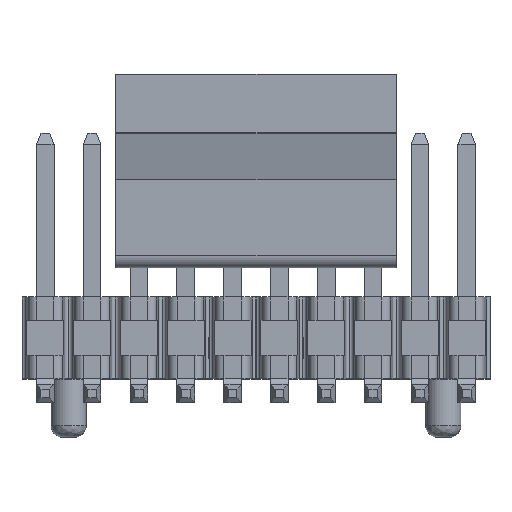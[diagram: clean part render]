
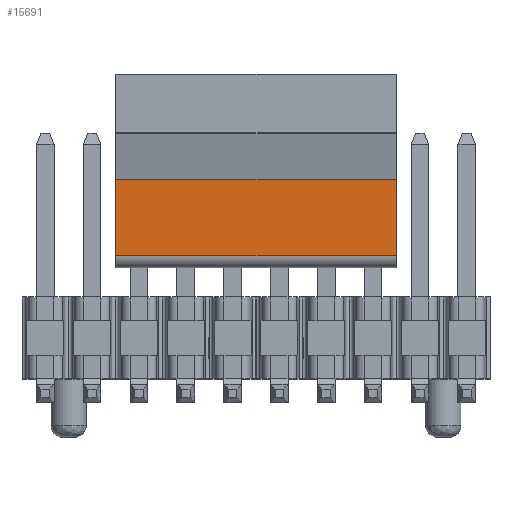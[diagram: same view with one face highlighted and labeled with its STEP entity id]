
A CAD part, top view. The second image highlights one B-rep face of the part: STEP entity #15691.
In plain terms, the highlighted planar face has unit normal (0, 0, 1).
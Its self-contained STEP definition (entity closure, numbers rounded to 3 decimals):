
#14819=CARTESIAN_POINT('',(1.2,1.4,1.485));
#14820=VERTEX_POINT('',#14819);
#14828=CARTESIAN_POINT('',(1.2,2.7,1.485));
#14829=VERTEX_POINT('',#14828);
#14830=CARTESIAN_POINT('',(1.2,1.4,1.485));
#14831=DIRECTION('',(0.,1.,0.));
#14832=VECTOR('',#14831,1.3);
#14833=LINE('',#14830,#14832);
#14834=EDGE_CURVE('',#14820,#14829,#14833,.T.);
#15223=CARTESIAN_POINT('',(6.,2.7,1.485));
#15224=VERTEX_POINT('',#15223);
#15231=CARTESIAN_POINT('',(6.,1.4,1.485));
#15232=VERTEX_POINT('',#15231);
#15233=CARTESIAN_POINT('',(6.,2.7,1.485));
#15234=DIRECTION('',(0.,-1.,0.));
#15235=VECTOR('',#15234,1.3);
#15236=LINE('',#15233,#15235);
#15237=EDGE_CURVE('',#15224,#15232,#15236,.T.);
#15665=CARTESIAN_POINT('',(6.,1.4,1.485));
#15666=DIRECTION('',(-1.,0.,0.));
#15667=VECTOR('',#15666,4.8);
#15668=LINE('',#15665,#15667);
#15669=EDGE_CURVE('',#15232,#14820,#15668,.T.);
#15675=CARTESIAN_POINT('',(1.2,2.7,1.485));
#15676=DIRECTION('',(0.,-1.,0.));
#15677=DIRECTION('',(-0.,0.,1.));
#15678=AXIS2_PLACEMENT_3D('',#15675,#15677,#15676);
#15679=PLANE('',#15678);
#15680=ORIENTED_EDGE('',*,*,#15669,.F.);
#15681=ORIENTED_EDGE('',*,*,#15237,.F.);
#15682=CARTESIAN_POINT('',(6.,2.7,1.485));
#15683=DIRECTION('',(-1.,0.,0.));
#15684=VECTOR('',#15683,4.8);
#15685=LINE('',#15682,#15684);
#15686=EDGE_CURVE('',#15224,#14829,#15685,.T.);
#15687=ORIENTED_EDGE('',*,*,#15686,.T.);
#15688=ORIENTED_EDGE('',*,*,#14834,.F.);
#15689=EDGE_LOOP('',(#15680,#15681,#15687,#15688));
#15690=FACE_OUTER_BOUND('',#15689,.T.);
#15691=ADVANCED_FACE('',(#15690),#15679,.T.);
